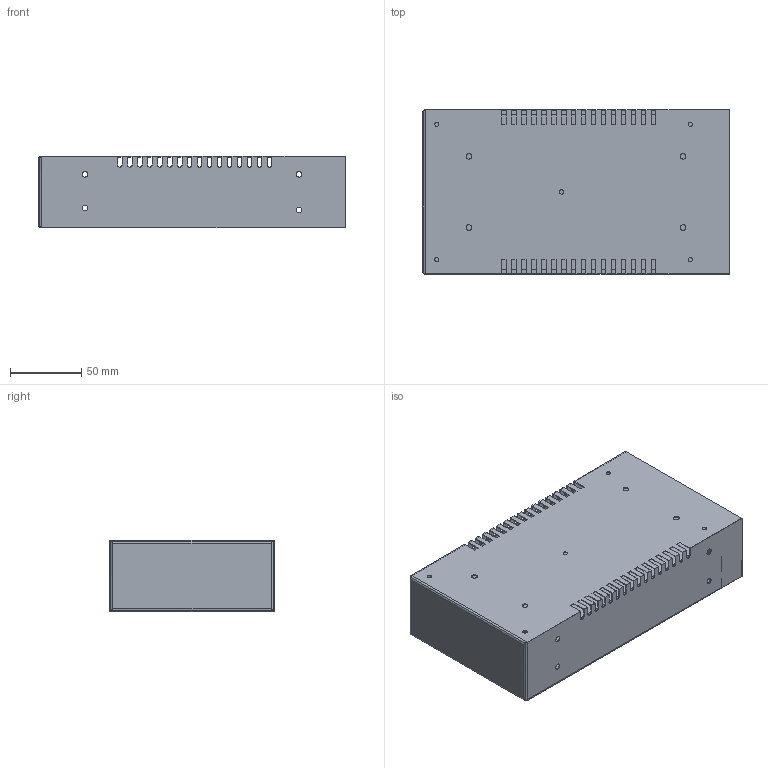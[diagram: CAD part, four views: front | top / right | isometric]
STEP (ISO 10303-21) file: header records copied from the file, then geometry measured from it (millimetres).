
FILE_DESCRIPTION (( 'STEP AP214' ), '1' );
FILE_NAME ('Power Supply se350-5V.STEP', '2015-04-10T12:24:45', ( '' ), ( '' ), 'SwSTEP 2.0', 'SolidWorks 2014', '' );
FILE_SCHEMA (( 'AUTOMOTIVE_DESIGN' ));
Length unit declared in the file: millimetre
Products named in the file (1): Power Supply se350-5V
Bounding box: 215 x 115 x 50 mm (x, y, z)
Volume: 87813 mm3; surface area: 198796.5 mm2
Topology: 4 solids, 4 shells, 512 faces, 1673 edges, 1114 vertices
Faces by surface type: plane 261, cylinder 210, bspline 41
Entity records: 21859 total; most frequent: CARTESIAN_POINT 6053, ORIENTED_EDGE 3346, DIRECTION 2943, EDGE_CURVE 1673, LINE 1175, VECTOR 1175, VERTEX_POINT 1114, AXIS2_PLACEMENT_3D 884
